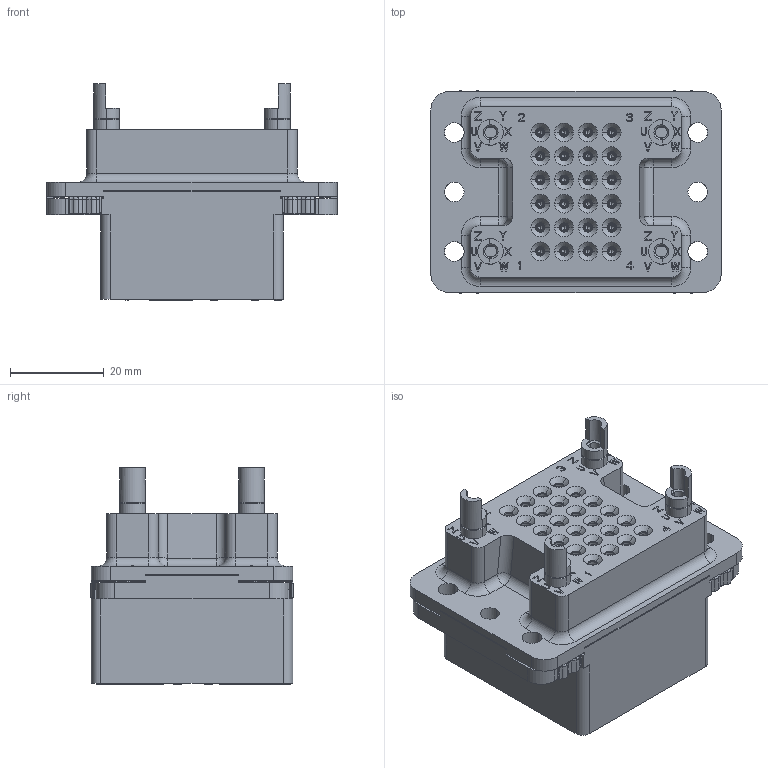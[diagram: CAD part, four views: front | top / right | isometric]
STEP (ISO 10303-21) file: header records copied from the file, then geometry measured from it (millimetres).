
FILE_DESCRIPTION((''),'2;1');
FILE_NAME('00551669200E','2020-08-18T',('presta_be4'),(''),'CREO PARAMETRIC BY PTC INC, 2018360','CREO PARAMETRIC BY PTC INC, 2018360','');
FILE_SCHEMA(('CONFIG_CONTROL_DESIGN'));
Products named in the file (1): 00551669200E
Bounding box: 62 x 43.28 x 46.2 mm (x, y, z)
Volume: 46217.6 mm3; surface area: 47328.3 mm2
Topology: 41 solids, 41 shells, 4357 faces, 11895 edges, 7650 vertices
Faces by surface type: plane 2925, cylinder 780, cone 448, torus 192, bspline 8, sphere 4
Entity records: 140565 total; most frequent: CARTESIAN_POINT 29748, ORIENTED_EDGE 23694, DIRECTION 22241, EDGE_CURVE 11847, VECTOR 8079, LINE 8079, VERTEX_POINT 7650, AXIS2_PLACEMENT_3D 7081
